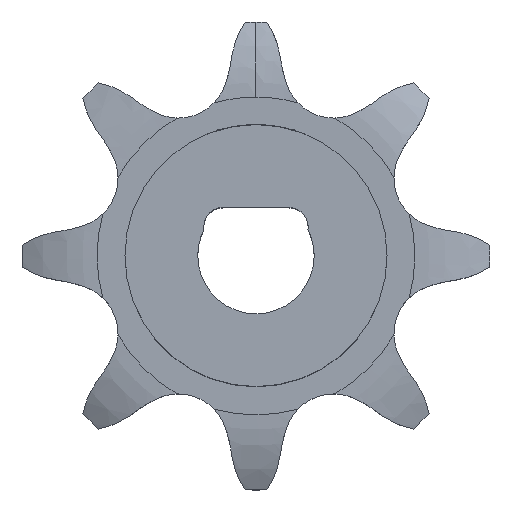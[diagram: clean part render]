
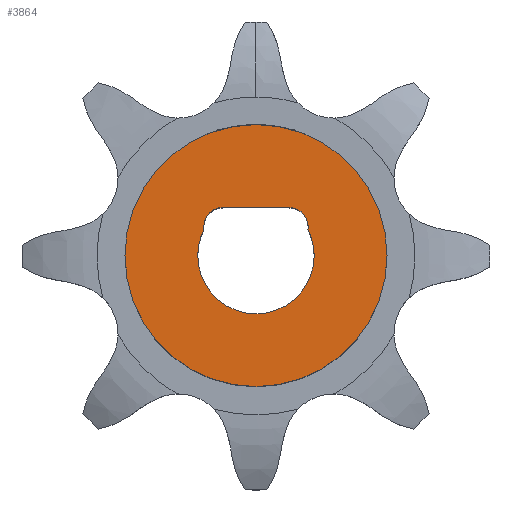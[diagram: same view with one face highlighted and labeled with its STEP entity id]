
A CAD part, top view. The second image highlights one B-rep face of the part: STEP entity #3864.
In plain terms, the highlighted planar face has unit normal (0, 0, 1).
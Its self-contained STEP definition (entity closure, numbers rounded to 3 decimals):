
#60 = CARTESIAN_POINT ( 'NONE',  ( 0., 0., 12.9 ) ) ;
#71 = FACE_BOUND ( 'NONE', #3312, .T. ) ;
#98 = VERTEX_POINT ( 'NONE', #6027 ) ;
#112 = ORIENTED_EDGE ( 'NONE', *, *, #2965, .T. ) ;
#120 = CARTESIAN_POINT ( 'NONE',  ( 1.688, 1.48, 12.9 ) ) ;
#289 = ORIENTED_EDGE ( 'NONE', *, *, #3234, .T. ) ;
#414 = LINE ( 'NONE', #6596, #4715 ) ;
#452 = AXIS2_PLACEMENT_3D ( 'NONE', #3351, #7885, #4079 ) ;
#501 = EDGE_CURVE ( 'NONE', #3501, #9121, #5656, .T. ) ;
#530 = DIRECTION ( 'NONE',  ( 0., -1., 0. ) ) ;
#650 = VERTEX_POINT ( 'NONE', #9590 ) ;
#688 = EDGE_LOOP ( 'NONE', ( #4893, #4192 ) ) ;
#881 = DIRECTION ( 'NONE',  ( 0., -1., 0. ) ) ;
#1106 = DIRECTION ( 'NONE',  ( 0., 0., 1. ) ) ;
#1128 = AXIS2_PLACEMENT_3D ( 'NONE', #3174, #3236, #7707 ) ;
#1148 = CIRCLE ( 'NONE', #6287, 6.75 ) ;
#1171 = CARTESIAN_POINT ( 'NONE',  ( 0., 0., 12.9 ) ) ;
#1292 = AXIS2_PLACEMENT_3D ( 'NONE', #8127, #1440, #6624 ) ;
#1358 = ORIENTED_EDGE ( 'NONE', *, *, #501, .T. ) ;
#1386 = EDGE_CURVE ( 'NONE', #1508, #98, #1148, .T. ) ;
#1440 = DIRECTION ( 'NONE',  ( 0., 0., -1. ) ) ;
#1508 = VERTEX_POINT ( 'NONE', #6585 ) ;
#1554 = EDGE_CURVE ( 'NONE', #6492, #650, #6594, .T. ) ;
#1569 = CARTESIAN_POINT ( 'NONE',  ( 2.688, 1.48, 12.9 ) ) ;
#1711 = CARTESIAN_POINT ( 'NONE',  ( 0., 0., 12.9 ) ) ;
#1751 = AXIS2_PLACEMENT_3D ( 'NONE', #4836, #5590, #7161 ) ;
#2148 = DIRECTION ( 'NONE',  ( 0., 0., -1. ) ) ;
#2325 = AXIS2_PLACEMENT_3D ( 'NONE', #1171, #4130, #530 ) ;
#2384 = CIRCLE ( 'NONE', #452, 3. ) ;
#2414 = EDGE_CURVE ( 'NONE', #2534, #3501, #9588, .T. ) ;
#2534 = VERTEX_POINT ( 'NONE', #1569 ) ;
#2578 = EDGE_CURVE ( 'NONE', #98, #1508, #8783, .T. ) ;
#2861 = CARTESIAN_POINT ( 'NONE',  ( 0., 0., 12.9 ) ) ;
#2965 = EDGE_CURVE ( 'NONE', #8276, #6823, #414, .T. ) ;
#3174 = CARTESIAN_POINT ( 'NONE',  ( 1.688, 1.48, 12.9 ) ) ;
#3234 = EDGE_CURVE ( 'NONE', #650, #8276, #8423, .T. ) ;
#3236 = DIRECTION ( 'NONE',  ( 0., 0., -1. ) ) ;
#3312 = EDGE_LOOP ( 'NONE', ( #112, #5508, #9497, #1358, #3477, #8124, #289 ) ) ;
#3351 = CARTESIAN_POINT ( 'NONE',  ( 0., 0., 12.9 ) ) ;
#3356 = DIRECTION ( 'NONE',  ( 0., -1., 0. ) ) ;
#3477 = ORIENTED_EDGE ( 'NONE', *, *, #3731, .T. ) ;
#3501 = VERTEX_POINT ( 'NONE', #8598 ) ;
#3731 = EDGE_CURVE ( 'NONE', #9121, #6492, #2384, .T. ) ;
#3821 = CARTESIAN_POINT ( 'NONE',  ( 1.688, 2.48, 12.9 ) ) ;
#3864 = ADVANCED_FACE ( 'NONE', ( #71, #6200 ), #7343, .T. ) ;
#4079 = DIRECTION ( 'NONE',  ( 0., -1., 0. ) ) ;
#4130 = DIRECTION ( 'NONE',  ( 0., 0., -1. ) ) ;
#4192 = ORIENTED_EDGE ( 'NONE', *, *, #2578, .T. ) ;
#4268 = DIRECTION ( 'NONE',  ( 0., -1., 0. ) ) ;
#4419 = CIRCLE ( 'NONE', #1128, 1. ) ;
#4715 = VECTOR ( 'NONE', #5041, 1000. ) ;
#4753 = AXIS2_PLACEMENT_3D ( 'NONE', #60, #9002, #881 ) ;
#4836 = CARTESIAN_POINT ( 'NONE',  ( 0., 0., 12.9 ) ) ;
#4893 = ORIENTED_EDGE ( 'NONE', *, *, #1386, .T. ) ;
#5041 = DIRECTION ( 'NONE',  ( 1., 0., 0. ) ) ;
#5402 = CARTESIAN_POINT ( 'NONE',  ( 3., 0., 12.9 ) ) ;
#5508 = ORIENTED_EDGE ( 'NONE', *, *, #9128, .T. ) ;
#5590 = DIRECTION ( 'NONE',  ( 0., 0., -1. ) ) ;
#5656 = CIRCLE ( 'NONE', #1751, 3. ) ;
#6027 = CARTESIAN_POINT ( 'NONE',  ( -6.75, 0., 12.9 ) ) ;
#6200 = FACE_OUTER_BOUND ( 'NONE', #688, .T. ) ;
#6287 = AXIS2_PLACEMENT_3D ( 'NONE', #1711, #1106, #3356 ) ;
#6492 = VERTEX_POINT ( 'NONE', #8726 ) ;
#6502 = DIRECTION ( 'NONE',  ( 0., 0., 1. ) ) ;
#6585 = CARTESIAN_POINT ( 'NONE',  ( 6.75, 0., 12.9 ) ) ;
#6594 = CIRCLE ( 'NONE', #2325, 3. ) ;
#6596 = CARTESIAN_POINT ( 'NONE',  ( 0., 2.48, 12.9 ) ) ;
#6624 = DIRECTION ( 'NONE',  ( 0., -1., 0. ) ) ;
#6823 = VERTEX_POINT ( 'NONE', #3821 ) ;
#6837 = DIRECTION ( 'NONE',  ( 0., -1., 0. ) ) ;
#7161 = DIRECTION ( 'NONE',  ( 0., -1., 0. ) ) ;
#7328 = AXIS2_PLACEMENT_3D ( 'NONE', #120, #2148, #6837 ) ;
#7343 = PLANE ( 'NONE',  #8542 ) ;
#7678 = CARTESIAN_POINT ( 'NONE',  ( -1.688, 2.48, 12.9 ) ) ;
#7707 = DIRECTION ( 'NONE',  ( 0., -1., 0. ) ) ;
#7885 = DIRECTION ( 'NONE',  ( 0., 0., -1. ) ) ;
#8124 = ORIENTED_EDGE ( 'NONE', *, *, #1554, .T. ) ;
#8127 = CARTESIAN_POINT ( 'NONE',  ( -1.688, 1.48, 12.9 ) ) ;
#8276 = VERTEX_POINT ( 'NONE', #7678 ) ;
#8423 = CIRCLE ( 'NONE', #1292, 1. ) ;
#8542 = AXIS2_PLACEMENT_3D ( 'NONE', #2861, #6502, #4268 ) ;
#8598 = CARTESIAN_POINT ( 'NONE',  ( 2.679, 1.349, 12.9 ) ) ;
#8726 = CARTESIAN_POINT ( 'NONE',  ( -3., 0., 12.9 ) ) ;
#8783 = CIRCLE ( 'NONE', #4753, 6.75 ) ;
#9002 = DIRECTION ( 'NONE',  ( 0., 0., 1. ) ) ;
#9121 = VERTEX_POINT ( 'NONE', #5402 ) ;
#9128 = EDGE_CURVE ( 'NONE', #6823, #2534, #4419, .T. ) ;
#9497 = ORIENTED_EDGE ( 'NONE', *, *, #2414, .T. ) ;
#9588 = CIRCLE ( 'NONE', #7328, 1. ) ;
#9590 = CARTESIAN_POINT ( 'NONE',  ( -2.679, 1.349, 12.9 ) ) ;
